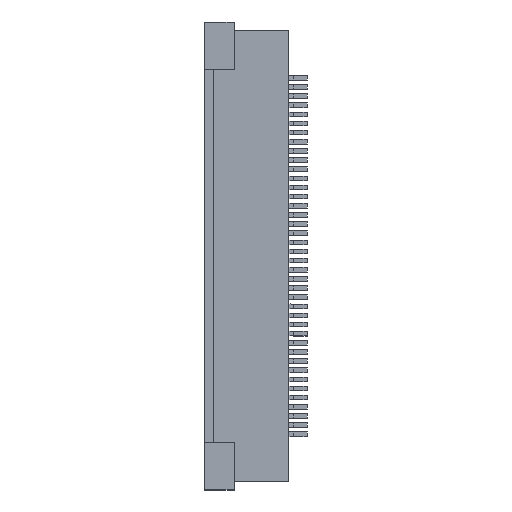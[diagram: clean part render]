
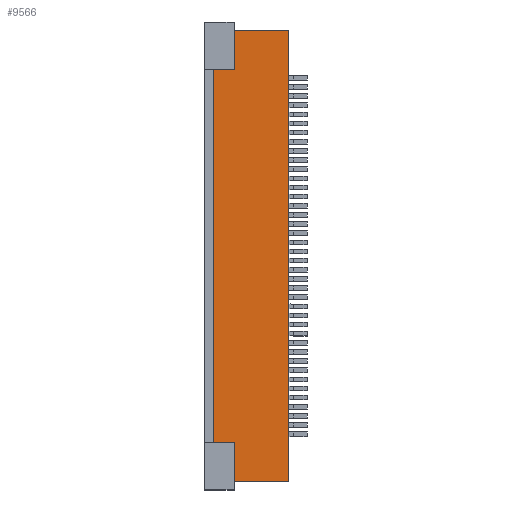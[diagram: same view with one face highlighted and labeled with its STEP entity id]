
A CAD part, top view. The second image highlights one B-rep face of the part: STEP entity #9566.
In plain terms, the highlighted planar face has unit normal (0, 0, 1).
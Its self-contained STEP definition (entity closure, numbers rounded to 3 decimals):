
#106=CARTESIAN_POINT('Line Origine',(-3.55,10.2,2.)) ;
#110=CARTESIAN_POINT('Vertex',(-4.1,10.2,2.)) ;
#112=CARTESIAN_POINT('Vertex',(-3.,10.2,2.)) ;
#5054=CARTESIAN_POINT('Line Origine',(-4.1,0.,2.)) ;
#5058=CARTESIAN_POINT('Vertex',(-4.1,-10.2,2.)) ;
#5381=CARTESIAN_POINT('Vertex',(0.,-12.35,2.)) ;
#5384=CARTESIAN_POINT('Line Origine',(-1.5,-12.35,2.)) ;
#5388=CARTESIAN_POINT('Vertex',(-3.,-12.35,2.)) ;
#5445=CARTESIAN_POINT('Vertex',(0.,12.35,2.)) ;
#5448=CARTESIAN_POINT('Line Origine',(0.,0.,2.)) ;
#9418=CARTESIAN_POINT('Vertex',(-3.,12.35,2.)) ;
#9421=CARTESIAN_POINT('Line Origine',(-1.5,12.35,2.)) ;
#9534=CARTESIAN_POINT('Axis2P3D Location',(0.,0.,2.)) ;
#9539=CARTESIAN_POINT('Line Origine',(-3.,11.275,2.)) ;
#9544=CARTESIAN_POINT('Line Origine',(-3.55,-10.2,2.)) ;
#9548=CARTESIAN_POINT('Vertex',(-3.,-10.2,2.)) ;
#9551=CARTESIAN_POINT('Line Origine',(-3.,-11.275,2.)) ;
#108=VECTOR('Line Direction',#107,1.) ;
#5056=VECTOR('Line Direction',#5055,1.) ;
#5386=VECTOR('Line Direction',#5385,1.) ;
#5450=VECTOR('Line Direction',#5449,1.) ;
#9423=VECTOR('Line Direction',#9422,1.) ;
#9541=VECTOR('Line Direction',#9540,1.) ;
#9546=VECTOR('Line Direction',#9545,1.) ;
#9553=VECTOR('Line Direction',#9552,1.) ;
#107=DIRECTION('Vector Direction',(1.,0.,0.)) ;
#5055=DIRECTION('Vector Direction',(0.,-1.,0.)) ;
#5385=DIRECTION('Vector Direction',(1.,0.,0.)) ;
#5449=DIRECTION('Vector Direction',(0.,1.,0.)) ;
#9422=DIRECTION('Vector Direction',(-1.,0.,0.)) ;
#9535=DIRECTION('Axis2P3D Direction',(0.,0.,1.)) ;
#9536=DIRECTION('Axis2P3D XDirection',(1.,0.,0.)) ;
#9540=DIRECTION('Vector Direction',(0.,-1.,0.)) ;
#9545=DIRECTION('Vector Direction',(1.,0.,0.)) ;
#9552=DIRECTION('Vector Direction',(0.,-1.,0.)) ;
#9537=AXIS2_PLACEMENT_3D('Plane Axis2P3D',#9534,#9535,#9536) ;
#109=LINE('Line',#106,#108) ;
#5057=LINE('Line',#5054,#5056) ;
#5387=LINE('Line',#5384,#5386) ;
#5451=LINE('Line',#5448,#5450) ;
#9424=LINE('Line',#9421,#9423) ;
#9542=LINE('Line',#9539,#9541) ;
#9547=LINE('Line',#9544,#9546) ;
#9554=LINE('Line',#9551,#9553) ;
#9538=PLANE('',#9537) ;
#114=EDGE_CURVE('',#111,#113,#109,.T.) ;
#5060=EDGE_CURVE('',#111,#5059,#5057,.T.) ;
#5390=EDGE_CURVE('',#5389,#5382,#5387,.T.) ;
#5452=EDGE_CURVE('',#5382,#5446,#5451,.T.) ;
#9425=EDGE_CURVE('',#5446,#9419,#9424,.T.) ;
#9543=EDGE_CURVE('',#9419,#113,#9542,.T.) ;
#9550=EDGE_CURVE('',#5059,#9549,#9547,.T.) ;
#9555=EDGE_CURVE('',#5389,#9549,#9554,.F.) ;
#9557=ORIENTED_EDGE('',*,*,#5390,.T.) ;
#9558=ORIENTED_EDGE('',*,*,#5452,.T.) ;
#9559=ORIENTED_EDGE('',*,*,#9425,.T.) ;
#9560=ORIENTED_EDGE('',*,*,#9543,.T.) ;
#9561=ORIENTED_EDGE('',*,*,#114,.F.) ;
#9562=ORIENTED_EDGE('',*,*,#5060,.T.) ;
#9563=ORIENTED_EDGE('',*,*,#9550,.T.) ;
#9564=ORIENTED_EDGE('',*,*,#9555,.F.) ;
#9556=EDGE_LOOP('',(#9557,#9558,#9559,#9560,#9561,#9562,#9563,#9564)) ;
#111=VERTEX_POINT('',#110) ;
#113=VERTEX_POINT('',#112) ;
#5059=VERTEX_POINT('',#5058) ;
#5382=VERTEX_POINT('',#5381) ;
#5389=VERTEX_POINT('',#5388) ;
#5446=VERTEX_POINT('',#5445) ;
#9419=VERTEX_POINT('',#9418) ;
#9549=VERTEX_POINT('',#9548) ;
#9566=ADVANCED_FACE('PartBody',(#9565),#9538,.T.) ;
#9565=FACE_OUTER_BOUND('',#9556,.T.) ;
